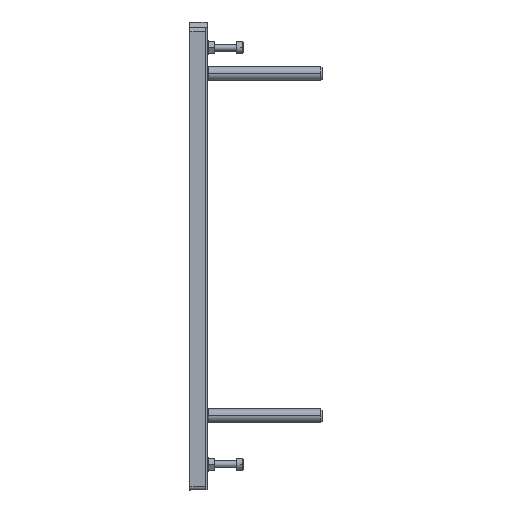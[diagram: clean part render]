
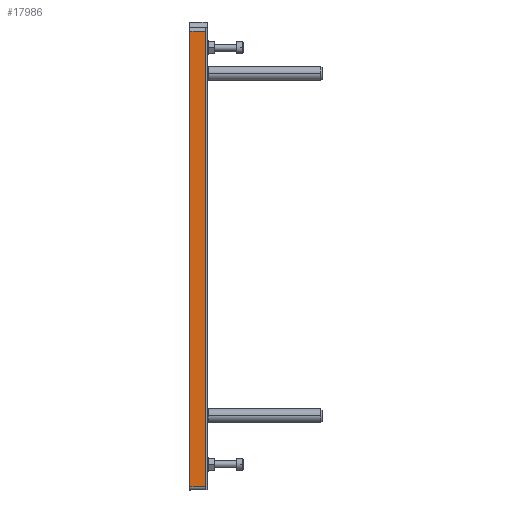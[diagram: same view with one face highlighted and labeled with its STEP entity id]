
A CAD part, left-side view. The second image highlights one B-rep face of the part: STEP entity #17986.
In plain terms, the highlighted planar face has unit normal (-1, 0, 0).
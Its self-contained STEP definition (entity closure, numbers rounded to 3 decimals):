
#531 = ORIENTED_EDGE ( 'NONE', *, *, #13899, .F. ) ;
#2071 = AXIS2_PLACEMENT_3D ( 'NONE', #9385, #7595, #17674 ) ;
#2079 = VECTOR ( 'NONE', #4667, 1000. ) ;
#2562 = CARTESIAN_POINT ( 'NONE',  ( -298.5, 0., -202. ) ) ;
#4293 = EDGE_CURVE ( 'NONE', #13775, #16440, #12140, .T. ) ;
#4667 = DIRECTION ( 'NONE',  ( 0., 1., 0. ) ) ;
#5027 = VECTOR ( 'NONE', #18319, 1000. ) ;
#5184 = CARTESIAN_POINT ( 'NONE',  ( -298.5, 0., 197. ) ) ;
#6452 = DIRECTION ( 'NONE',  ( 0., 0., -1. ) ) ;
#6961 = VERTEX_POINT ( 'NONE', #16563 ) ;
#7213 = EDGE_CURVE ( 'NONE', #11344, #6961, #18286, .T. ) ;
#7595 = DIRECTION ( 'NONE',  ( 1., 0., 0. ) ) ;
#7868 = CARTESIAN_POINT ( 'NONE',  ( -298.5, -13.7, 197. ) ) ;
#9186 = LINE ( 'NONE', #13318, #5027 ) ;
#9385 = CARTESIAN_POINT ( 'NONE',  ( -298.5, 0., -205. ) ) ;
#11197 = LINE ( 'NONE', #19615, #12960 ) ;
#11344 = VERTEX_POINT ( 'NONE', #16232 ) ;
#12140 = LINE ( 'NONE', #16142, #2079 ) ;
#12864 = EDGE_LOOP ( 'NONE', ( #20634, #20888, #531, #14136 ) ) ;
#12960 = VECTOR ( 'NONE', #6452, 1000. ) ;
#13318 = CARTESIAN_POINT ( 'NONE',  ( -298.5, 0., -205. ) ) ;
#13702 = PLANE ( 'NONE',  #2071 ) ;
#13775 = VERTEX_POINT ( 'NONE', #7868 ) ;
#13899 = EDGE_CURVE ( 'NONE', #11344, #16440, #9186, .T. ) ;
#14136 = ORIENTED_EDGE ( 'NONE', *, *, #7213, .T. ) ;
#15755 = VECTOR ( 'NONE', #20648, 1000. ) ;
#16142 = CARTESIAN_POINT ( 'NONE',  ( -298.5, 0., 197. ) ) ;
#16232 = CARTESIAN_POINT ( 'NONE',  ( -298.5, 0., -202. ) ) ;
#16440 = VERTEX_POINT ( 'NONE', #5184 ) ;
#16563 = CARTESIAN_POINT ( 'NONE',  ( -298.5, -13.7, -202. ) ) ;
#17674 = DIRECTION ( 'NONE',  ( 0., -1., 0. ) ) ;
#17986 = ADVANCED_FACE ( 'NONE', ( #20536 ), #13702, .F. ) ;
#18286 = LINE ( 'NONE', #2562, #15755 ) ;
#18319 = DIRECTION ( 'NONE',  ( 0., 0., 1. ) ) ;
#19151 = EDGE_CURVE ( 'NONE', #13775, #6961, #11197, .T. ) ;
#19615 = CARTESIAN_POINT ( 'NONE',  ( -298.5, -13.7, -205. ) ) ;
#20536 = FACE_OUTER_BOUND ( 'NONE', #12864, .T. ) ;
#20634 = ORIENTED_EDGE ( 'NONE', *, *, #19151, .F. ) ;
#20648 = DIRECTION ( 'NONE',  ( 0., -1., 0. ) ) ;
#20888 = ORIENTED_EDGE ( 'NONE', *, *, #4293, .T. ) ;
